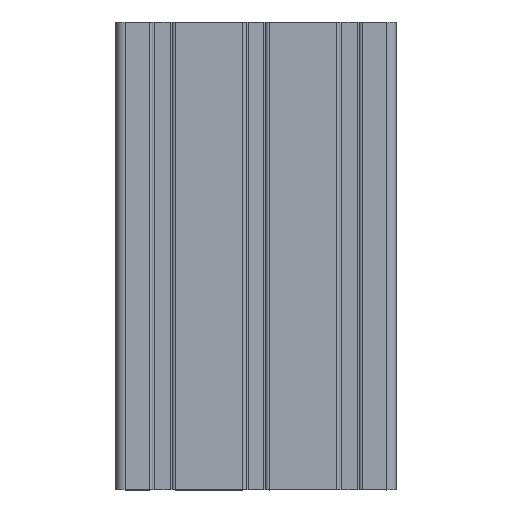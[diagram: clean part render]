
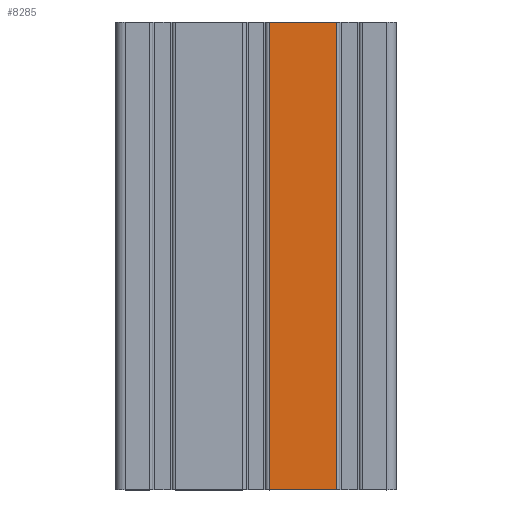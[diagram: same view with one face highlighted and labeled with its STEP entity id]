
A CAD part, top view. The second image highlights one B-rep face of the part: STEP entity #8285.
In plain terms, the highlighted planar face has unit normal (0, 0, 1).
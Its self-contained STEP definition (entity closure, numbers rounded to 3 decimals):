
#195=PLANE('',#9035);
#557=FACE_OUTER_BOUND('',#983,.T.);
#983=EDGE_LOOP('',(#6485,#6486,#6487,#6488));
#1717=LINE('',#13651,#2521);
#1718=LINE('',#13655,#2522);
#1719=LINE('',#13657,#2523);
#1720=LINE('',#13658,#2524);
#2521=VECTOR('',#11133,200.);
#2522=VECTOR('',#11138,28.8);
#2523=VECTOR('',#11139,200.);
#2524=VECTOR('',#11140,28.8);
#3793=VERTEX_POINT('',#13648);
#3794=VERTEX_POINT('',#13650);
#3795=VERTEX_POINT('',#13654);
#3796=VERTEX_POINT('',#13656);
#4932=EDGE_CURVE('',#3793,#3794,#1717,.T.);
#4934=EDGE_CURVE('',#3793,#3795,#1718,.T.);
#4935=EDGE_CURVE('',#3795,#3796,#1719,.T.);
#4936=EDGE_CURVE('',#3794,#3796,#1720,.T.);
#6485=ORIENTED_EDGE('',*,*,#4934,.T.);
#6486=ORIENTED_EDGE('',*,*,#4935,.T.);
#6487=ORIENTED_EDGE('',*,*,#4936,.F.);
#6488=ORIENTED_EDGE('',*,*,#4932,.F.);
#8285=ADVANCED_FACE('',(#557),#195,.T.);
#9035=AXIS2_PLACEMENT_3D('',#13653,#11136,#11137);
#11133=DIRECTION('',(0.,-1.,0.));
#11136=DIRECTION('center_axis',(0.,0.,1.));
#11137=DIRECTION('ref_axis',(1.,0.,0.));
#11138=DIRECTION('',(-1.,0.,0.));
#11139=DIRECTION('',(0.,-1.,0.));
#11140=DIRECTION('',(-1.,0.,0.));
#13648=CARTESIAN_POINT('',(34.4,200.,40.));
#13650=CARTESIAN_POINT('',(34.4,0.,40.));
#13651=CARTESIAN_POINT('',(34.4,0.,40.));
#13653=CARTESIAN_POINT('Origin',(5.6,0.,40.));
#13654=CARTESIAN_POINT('',(5.6,200.,40.));
#13655=CARTESIAN_POINT('',(2.8,200.,40.));
#13656=CARTESIAN_POINT('',(5.6,0.,40.));
#13657=CARTESIAN_POINT('',(5.6,0.,40.));
#13658=CARTESIAN_POINT('',(2.8,0.,40.));
